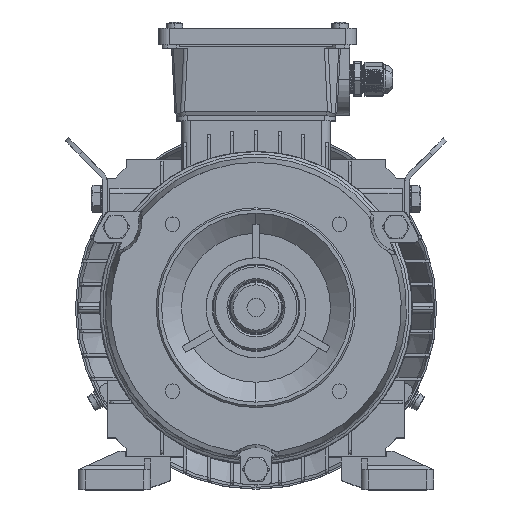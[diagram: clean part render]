
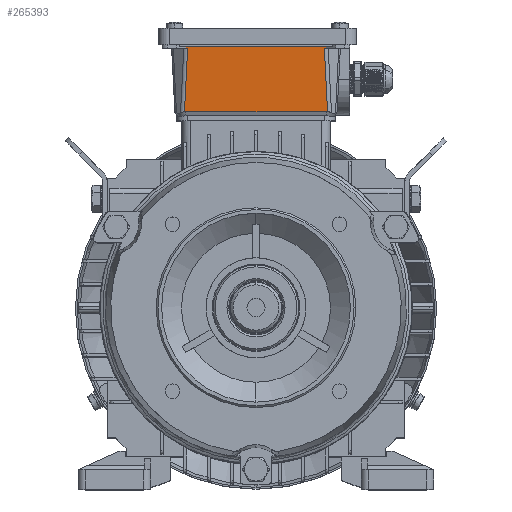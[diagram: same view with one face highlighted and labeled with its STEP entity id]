
A CAD part, top view. The second image highlights one B-rep face of the part: STEP entity #265393.
In plain terms, the highlighted planar face has unit normal (0, -0.05, 0.999).
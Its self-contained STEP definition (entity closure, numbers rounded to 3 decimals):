
#728 = CARTESIAN_POINT ( 'NONE',  ( 56.122, 196.524, 98.64 ) ) ;
#1349 = CARTESIAN_POINT ( 'NONE',  ( 56.122, 127.78, 95.202 ) ) ;
#4925 = CARTESIAN_POINT ( 'NONE',  ( -48.523, 92.783, 93.453 ) ) ;
#6484 = CARTESIAN_POINT ( 'NONE',  ( 56.122, 92.78, 93.452 ) ) ;
#8242 = LINE ( 'NONE', #340102, #155959 ) ;
#12832 = DIRECTION ( 'NONE',  ( -1., 0., 0. ) ) ;
#13773 = EDGE_CURVE ( 'NONE', #50241, #275748, #212058, .T. ) ;
#17175 = CARTESIAN_POINT ( 'NONE',  ( 29.765, 127.78, 95.202 ) ) ;
#17596 = DIRECTION ( 'NONE',  ( 0.05, 0.998, 0.05 ) ) ;
#26085 = CARTESIAN_POINT ( 'NONE',  ( 56.122, 128.757, 95.251 ) ) ;
#32275 = CARTESIAN_POINT ( 'NONE',  ( -48.486, 92.781, 93.453 ) ) ;
#48904 =( BOUNDED_CURVE ( )  B_SPLINE_CURVE ( 3, ( #108996, #372283, #315468, #81862 ),
 .UNSPECIFIED., .F., .F. ) 
 B_SPLINE_CURVE_WITH_KNOTS ( ( 4, 4 ),
 ( 3.305, 3.321 ),
 .UNSPECIFIED. ) 
 CURVE ( )  GEOMETRIC_REPRESENTATION_ITEM ( )  RATIONAL_B_SPLINE_CURVE ( ( 1., 1., 1., 1. ) ) 
 REPRESENTATION_ITEM ( '' )  );
#50241 = VERTEX_POINT ( 'NONE', #4925 ) ;
#54863 = VECTOR ( 'NONE', #92874, 1000. ) ;
#59403 = CARTESIAN_POINT ( 'NONE',  ( -48.449, 92.78, 93.452 ) ) ;
#60029 = CARTESIAN_POINT ( 'NONE',  ( -47.971, 128.757, 95.251 ) ) ;
#60226 = AXIS2_PLACEMENT_3D ( 'NONE', #728, #265274, #266528 ) ;
#63129 = VECTOR ( 'NONE', #256759, 1000. ) ;
#66727 = VECTOR ( 'NONE', #201604, 1000. ) ;
#70763 = CARTESIAN_POINT ( 'NONE',  ( -46.773, 127.78, 95.202 ) ) ;
#76484 = EDGE_CURVE ( 'NONE', #331960, #349799, #95323, .T. ) ;
#80841 = ORIENTED_EDGE ( 'NONE', *, *, #160007, .T. ) ;
#81862 = CARTESIAN_POINT ( 'NONE',  ( 30.268, 92.783, 93.453 ) ) ;
#82815 = CARTESIAN_POINT ( 'NONE',  ( 25.158, 194.98, 98.562 ) ) ;
#91472 = VERTEX_POINT ( 'NONE', #17175 ) ;
#92874 = DIRECTION ( 'NONE',  ( 1., 0., 0. ) ) ;
#95123 = ORIENTED_EDGE ( 'NONE', *, *, #257450, .T. ) ;
#95323 = LINE ( 'NONE', #82815, #233937 ) ;
#108996 = CARTESIAN_POINT ( 'NONE',  ( 30.158, 92.78, 93.452 ) ) ;
#112335 = VERTEX_POINT ( 'NONE', #60029 ) ;
#116326 = LINE ( 'NONE', #196404, #314845 ) ;
#116431 = CARTESIAN_POINT ( 'NONE',  ( -48.413, 92.78, 93.452 ) ) ;
#118724 = CARTESIAN_POINT ( 'NONE',  ( -48.413, 92.78, 93.452 ) ) ;
#136799 = ORIENTED_EDGE ( 'NONE', *, *, #76484, .T. ) ;
#141819 = CARTESIAN_POINT ( 'NONE',  ( -48.512, 92.998, 93.463 ) ) ;
#151624 = PLANE ( 'NONE',  #60226 ) ;
#155959 = VECTOR ( 'NONE', #17596, 1000. ) ;
#156662 = EDGE_CURVE ( 'NONE', #180577, #112335, #214474, .T. ) ;
#160007 = EDGE_CURVE ( 'NONE', #360256, #328708, #116326, .T. ) ;
#170137 = ORIENTED_EDGE ( 'NONE', *, *, #325484, .F. ) ;
#170458 = VERTEX_POINT ( 'NONE', #188603 ) ;
#175052 = EDGE_LOOP ( 'NONE', ( #263502, #80841, #351867, #344392, #170137, #378828, #136799, #256303, #95123, #270893 ) ) ;
#180577 = VERTEX_POINT ( 'NONE', #241888 ) ;
#188305 = FACE_OUTER_BOUND ( 'NONE', #175052, .T. ) ;
#188603 = CARTESIAN_POINT ( 'NONE',  ( 30.158, 92.78, 93.452 ) ) ;
#196404 = CARTESIAN_POINT ( 'NONE',  ( 56.122, 127.78, 95.202 ) ) ;
#198226 = LINE ( 'NONE', #1349, #54863 ) ;
#201604 = DIRECTION ( 'NONE',  ( -1., 0., 0. ) ) ;
#212058 =( BOUNDED_CURVE ( )  B_SPLINE_CURVE ( 3, ( #236223, #32275, #59403, #118724 ),
 .UNSPECIFIED., .F., .F. ) 
 B_SPLINE_CURVE_WITH_KNOTS ( ( 4, 4 ),
 ( 6.103, 6.12 ),
 .UNSPECIFIED. ) 
 CURVE ( )  GEOMETRIC_REPRESENTATION_ITEM ( )  RATIONAL_B_SPLINE_CURVE ( ( 1., 1., 1., 1. ) ) 
 REPRESENTATION_ITEM ( '' )  );
#214474 = LINE ( 'NONE', #26085, #66727 ) ;
#215380 = CARTESIAN_POINT ( 'NONE',  ( 28.518, 127.78, 95.202 ) ) ;
#233903 = CARTESIAN_POINT ( 'NONE',  ( 30.268, 92.783, 93.453 ) ) ;
#233937 = VECTOR ( 'NONE', #349856, 1000. ) ;
#236223 = CARTESIAN_POINT ( 'NONE',  ( -48.523, 92.783, 93.453 ) ) ;
#237642 = EDGE_CURVE ( 'NONE', #349799, #91472, #198226, .T. ) ;
#238674 = LINE ( 'NONE', #141819, #63129 ) ;
#241888 = CARTESIAN_POINT ( 'NONE',  ( 29.716, 128.757, 95.251 ) ) ;
#251660 = LINE ( 'NONE', #260401, #367135 ) ;
#256303 = ORIENTED_EDGE ( 'NONE', *, *, #237642, .T. ) ;
#256759 = DIRECTION ( 'NONE',  ( -0.05, -0.998, -0.05 ) ) ;
#257450 = EDGE_CURVE ( 'NONE', #91472, #180577, #251660, .T. ) ;
#260401 = CARTESIAN_POINT ( 'NONE',  ( 26.402, 195.042, 98.566 ) ) ;
#263502 = ORIENTED_EDGE ( 'NONE', *, *, #360711, .F. ) ;
#265274 = DIRECTION ( 'NONE',  ( 0., 0.05, -0.999 ) ) ;
#265393 = ADVANCED_FACE ( 'NONE', ( #188305 ), #151624, .F. ) ;
#266528 = DIRECTION ( 'NONE',  ( 0., -0.999, -0.05 ) ) ;
#266716 = CARTESIAN_POINT ( 'NONE',  ( -48.02, 127.78, 95.202 ) ) ;
#267513 = EDGE_CURVE ( 'NONE', #328708, #50241, #238674, .T. ) ;
#270893 = ORIENTED_EDGE ( 'NONE', *, *, #156662, .T. ) ;
#275748 = VERTEX_POINT ( 'NONE', #116431 ) ;
#290965 = LINE ( 'NONE', #6484, #341685 ) ;
#314845 = VECTOR ( 'NONE', #344708, 1000. ) ;
#315468 = CARTESIAN_POINT ( 'NONE',  ( 30.231, 92.781, 93.453 ) ) ;
#322224 = DIRECTION ( 'NONE',  ( -0.05, 0.998, 0.05 ) ) ;
#325484 = EDGE_CURVE ( 'NONE', #170458, #275748, #290965, .T. ) ;
#328708 = VERTEX_POINT ( 'NONE', #70763 ) ;
#331960 = VERTEX_POINT ( 'NONE', #233903 ) ;
#340102 = CARTESIAN_POINT ( 'NONE',  ( -44.332, 201.535, 98.89 ) ) ;
#341685 = VECTOR ( 'NONE', #12832, 1000. ) ;
#344278 = EDGE_CURVE ( 'NONE', #170458, #331960, #48904, .T. ) ;
#344392 = ORIENTED_EDGE ( 'NONE', *, *, #13773, .T. ) ;
#344708 = DIRECTION ( 'NONE',  ( 1., 0., 0. ) ) ;
#349799 = VERTEX_POINT ( 'NONE', #215380 ) ;
#349856 = DIRECTION ( 'NONE',  ( -0.05, 0.998, 0.05 ) ) ;
#351867 = ORIENTED_EDGE ( 'NONE', *, *, #267513, .T. ) ;
#360256 = VERTEX_POINT ( 'NONE', #266716 ) ;
#360711 = EDGE_CURVE ( 'NONE', #360256, #112335, #8242, .T. ) ;
#367135 = VECTOR ( 'NONE', #322224, 1000. ) ;
#372283 = CARTESIAN_POINT ( 'NONE',  ( 30.194, 92.78, 93.452 ) ) ;
#378828 = ORIENTED_EDGE ( 'NONE', *, *, #344278, .T. ) ;
